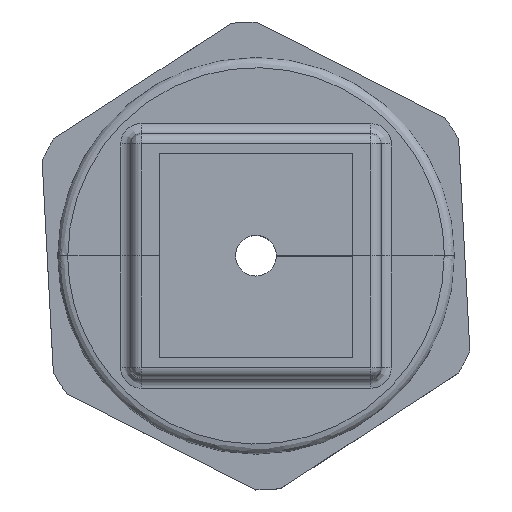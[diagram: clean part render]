
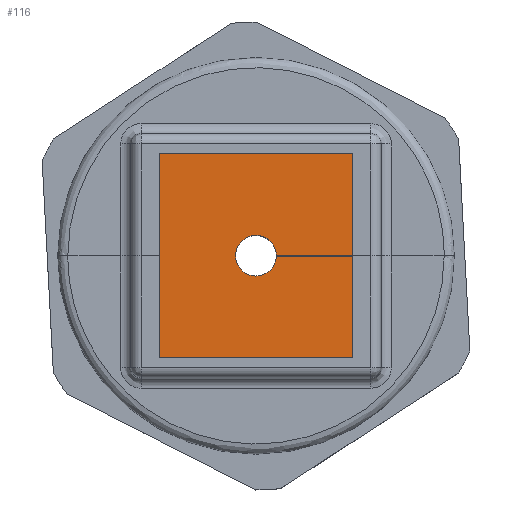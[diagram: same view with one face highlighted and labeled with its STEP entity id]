
A CAD part, top view. The second image highlights one B-rep face of the part: STEP entity #116.
In plain terms, the highlighted planar face has unit normal (0, 0, 1).
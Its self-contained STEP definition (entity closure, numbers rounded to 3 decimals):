
#116=ADVANCED_FACE('NONE',(#280),#281,.T.);
#280=FACE_OUTER_BOUND('',#692,.T.);
#281=PLANE('',#693);
#692=EDGE_LOOP('',(#1371,#1372,#1373,#1374,#1375,#1376,#1377,#1378,#1379));
#693=AXIS2_PLACEMENT_3D('',#1380,#1381,#1382);
#1371=ORIENTED_EDGE('',*,*,#2023,.T.);
#1372=ORIENTED_EDGE('',*,*,#2000,.T.);
#1373=ORIENTED_EDGE('',*,*,#2020,.T.);
#1374=ORIENTED_EDGE('',*,*,#2014,.T.);
#1375=ORIENTED_EDGE('',*,*,#2047,.T.);
#1376=ORIENTED_EDGE('',*,*,#2048,.T.);
#1377=ORIENTED_EDGE('',*,*,#2049,.T.);
#1378=ORIENTED_EDGE('',*,*,#2038,.T.);
#1379=ORIENTED_EDGE('',*,*,#2050,.T.);
#1380=CARTESIAN_POINT('',(-11.222,-15.48,8.979));
#1381=DIRECTION('',(0.,0.,1.0));
#1382=DIRECTION('',(0.,1.0,0.));
#2000=EDGE_CURVE('NONE',#2355,#2352,#2356,.T.);
#2014=EDGE_CURVE('NONE',#2380,#2381,#2382,.T.);
#2020=EDGE_CURVE('NONE',#2352,#2380,#2391,.T.);
#2023=EDGE_CURVE('NONE',#2396,#2355,#2397,.T.);
#2038=EDGE_CURVE('NONE',#2407,#2422,#2424,.T.);
#2047=EDGE_CURVE('NONE',#2381,#2436,#2438,.T.);
#2048=EDGE_CURVE('NONE',#2436,#2439,#2440,.T.);
#2049=EDGE_CURVE('NONE',#2439,#2407,#2441,.T.);
#2050=EDGE_CURVE('NONE',#2422,#2396,#2442,.T.);
#2352=VERTEX_POINT('',#3007);
#2355=VERTEX_POINT('NONE',#3011);
#2356=CIRCLE('',#3012,2.0);
#2380=VERTEX_POINT('NONE',#3047);
#2381=VERTEX_POINT('NONE',#3048);
#2382=LINE('',#3049,#3050);
#2391=CIRCLE('',#3064,2.0);
#2396=VERTEX_POINT('NONE',#3071);
#2397=LINE('',#3072,#3073);
#2407=VERTEX_POINT('NONE',#3088);
#2422=VERTEX_POINT('NONE',#3111);
#2424=LINE('',#3114,#3115);
#2436=VERTEX_POINT('NONE',#3134);
#2438=LINE('',#3137,#3138);
#2439=VERTEX_POINT('NONE',#3139);
#2440=LINE('',#3140,#3141);
#2441=LINE('',#3142,#3143);
#2442=LINE('',#3144,#3145);
#3007=CARTESIAN_POINT('',(-3.722,-5.48,8.979));
#3011=CARTESIAN_POINT('',(0.277,-5.53,8.979));
#3012=AXIS2_PLACEMENT_3D('',#3805,#3806,#3807);
#3047=CARTESIAN_POINT('',(0.277,-5.43,8.979));
#3048=CARTESIAN_POINT('',(7.778,-5.43,8.979));
#3049=CARTESIAN_POINT('',(-1.722,-5.43,8.979));
#3050=VECTOR('',#3825,1000.0);
#3064=AXIS2_PLACEMENT_3D('',#3831,#3832,#3833);
#3071=CARTESIAN_POINT('',(7.778,-5.53,8.979));
#3072=CARTESIAN_POINT('',(-1.722,-5.53,8.979));
#3073=VECTOR('',#3836,1000.0);
#3088=CARTESIAN_POINT('',(-11.222,-15.48,8.979));
#3111=CARTESIAN_POINT('',(7.778,-15.48,8.979));
#3114=CARTESIAN_POINT('',(-11.222,-15.48,8.979));
#3115=VECTOR('',#3851,1000.0);
#3134=CARTESIAN_POINT('',(7.778,4.52,8.979));
#3137=CARTESIAN_POINT('',(7.778,4.52,8.979));
#3138=VECTOR('',#3860,1000.0);
#3139=CARTESIAN_POINT('',(-11.222,4.52,8.979));
#3140=CARTESIAN_POINT('',(-11.222,4.52,8.979));
#3141=VECTOR('',#3861,1000.0);
#3142=CARTESIAN_POINT('',(-11.222,-15.48,8.979));
#3143=VECTOR('',#3862,1000.0);
#3144=CARTESIAN_POINT('',(7.778,-15.48,8.979));
#3145=VECTOR('',#3863,1000.0);
#3805=CARTESIAN_POINT('',(-1.722,-5.48,8.979));
#3806=DIRECTION('',(0.,0.,-1.0));
#3807=DIRECTION('',(1.0,0.,0.));
#3825=DIRECTION('',(1.0,0.,0.));
#3831=CARTESIAN_POINT('',(-1.722,-5.48,8.979));
#3832=DIRECTION('',(0.,0.,-1.0));
#3833=DIRECTION('',(1.0,0.,0.));
#3836=DIRECTION('',(-1.0,0.,0.));
#3851=DIRECTION('',(1.0,0.,0.));
#3860=DIRECTION('',(0.,1.0,0.));
#3861=DIRECTION('',(-1.0,0.,0.));
#3862=DIRECTION('',(0.,-1.0,0.));
#3863=DIRECTION('',(0.,1.0,0.));
